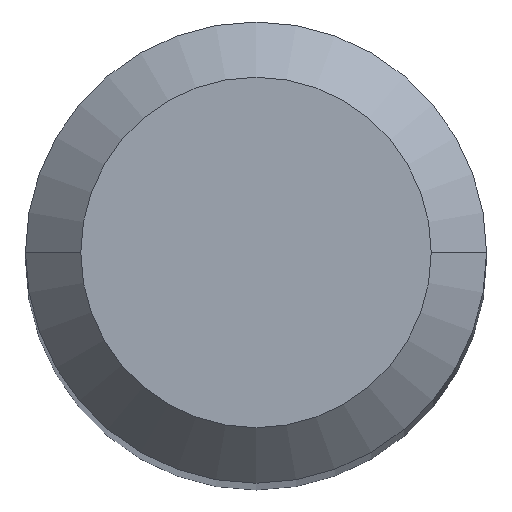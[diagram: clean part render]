
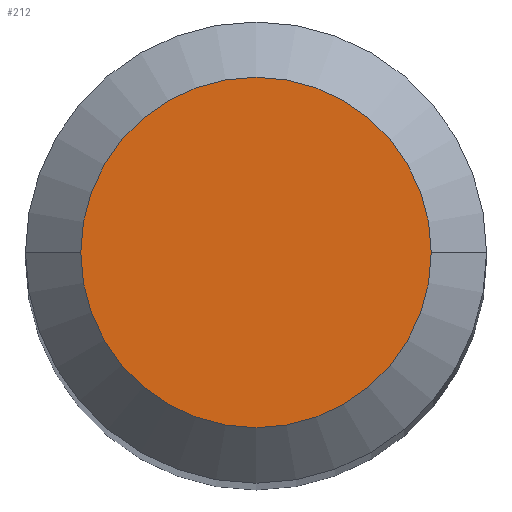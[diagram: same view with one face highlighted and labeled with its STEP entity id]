
A CAD part, top view. The second image highlights one B-rep face of the part: STEP entity #212.
In plain terms, the highlighted planar face has unit normal (0, 0, 1).
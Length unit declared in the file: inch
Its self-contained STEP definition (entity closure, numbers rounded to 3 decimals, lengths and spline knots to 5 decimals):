
#34 = CIRCLE ( 'NONE', #205, 0.0475 ) ;
#38 = CARTESIAN_POINT ( 'NONE',  ( 0., 0., 1.5 ) ) ;
#40 = DIRECTION ( 'NONE',  ( 1., 0., 0. ) ) ;
#63 = DIRECTION ( 'NONE',  ( 0., 0., 1. ) ) ;
#71 = CIRCLE ( 'NONE', #264, 0.0475 ) ;
#77 = VERTEX_POINT ( 'NONE', #291 ) ;
#89 = DIRECTION ( 'NONE',  ( 0., 0., 1. ) ) ;
#90 = DIRECTION ( 'NONE',  ( 1., 0., 0. ) ) ;
#110 = CARTESIAN_POINT ( 'NONE',  ( -0.0475, 0., 1.5 ) ) ;
#119 = ORIENTED_EDGE ( 'NONE', *, *, #230, .T. ) ;
#130 = DIRECTION ( 'NONE',  ( 0., 0., 1. ) ) ;
#150 = FACE_OUTER_BOUND ( 'NONE', #213, .T. ) ;
#169 = ORIENTED_EDGE ( 'NONE', *, *, #172, .T. ) ;
#172 = EDGE_CURVE ( 'NONE', #77, #237, #34, .T. ) ;
#198 = AXIS2_PLACEMENT_3D ( 'NONE', #38, #130, #40 ) ;
#205 = AXIS2_PLACEMENT_3D ( 'NONE', #272, #63, #245 ) ;
#212 = ADVANCED_FACE ( 'NONE', ( #150 ), #243, .T. ) ;
#213 = EDGE_LOOP ( 'NONE', ( #119, #169 ) ) ;
#230 = EDGE_CURVE ( 'NONE', #237, #77, #71, .T. ) ;
#237 = VERTEX_POINT ( 'NONE', #110 ) ;
#243 = PLANE ( 'NONE',  #198 ) ;
#245 = DIRECTION ( 'NONE',  ( 1., 0., 0. ) ) ;
#264 = AXIS2_PLACEMENT_3D ( 'NONE', #297, #89, #90 ) ;
#272 = CARTESIAN_POINT ( 'NONE',  ( 0., 0., 1.5 ) ) ;
#291 = CARTESIAN_POINT ( 'NONE',  ( 0.0475, 0., 1.5 ) ) ;
#297 = CARTESIAN_POINT ( 'NONE',  ( 0., 0., 1.5 ) ) ;
